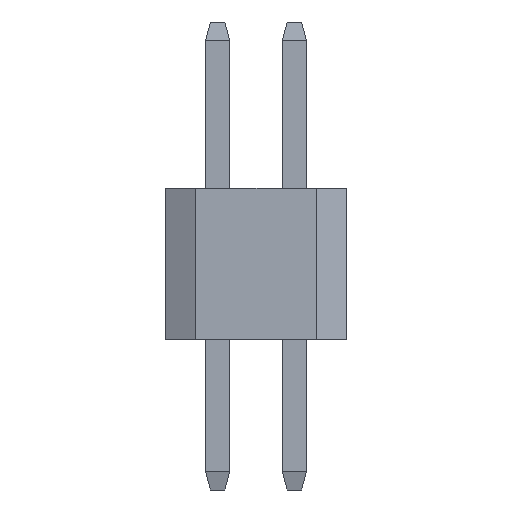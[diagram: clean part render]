
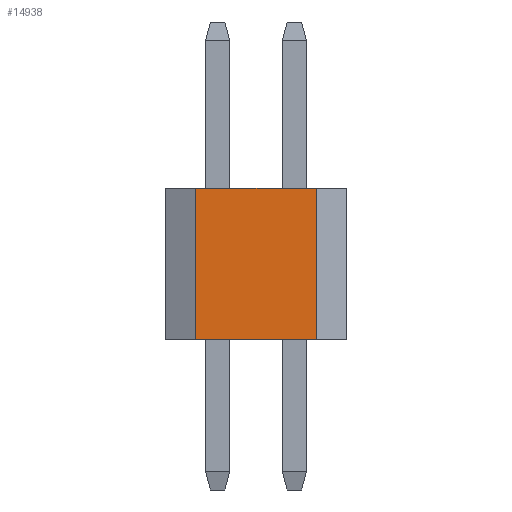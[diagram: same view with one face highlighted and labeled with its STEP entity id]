
A CAD part, left-side view. The second image highlights one B-rep face of the part: STEP entity #14938.
In plain terms, the highlighted planar face has unit normal (-1, 0, 0).
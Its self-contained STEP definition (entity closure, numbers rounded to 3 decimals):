
#287 = AXIS2_PLACEMENT_3D ( 'NONE', #16745, #20291, #11617 ) ;
#652 = VERTEX_POINT ( 'NONE', #5260 ) ;
#753 = EDGE_CURVE ( 'NONE', #6593, #652, #9425, .T. ) ;
#892 = VERTEX_POINT ( 'NONE', #21334 ) ;
#917 = CARTESIAN_POINT ( 'NONE',  ( -8.89, -1.5, 0. ) ) ;
#3543 = VECTOR ( 'NONE', #14052, 1000. ) ;
#4087 = LINE ( 'NONE', #17615, #9230 ) ;
#4255 = DIRECTION ( 'NONE',  ( 0., -1., 0. ) ) ;
#4826 = VECTOR ( 'NONE', #4255, 1000. ) ;
#5260 = CARTESIAN_POINT ( 'NONE',  ( -8.89, -1., 2.5 ) ) ;
#6325 = EDGE_CURVE ( 'NONE', #13527, #892, #16109, .T. ) ;
#6593 = VERTEX_POINT ( 'NONE', #14805 ) ;
#7721 = CARTESIAN_POINT ( 'NONE',  ( -8.89, 1., 0. ) ) ;
#8039 = EDGE_CURVE ( 'NONE', #13527, #6593, #4087, .T. ) ;
#8523 = FACE_OUTER_BOUND ( 'NONE', #9472, .T. ) ;
#8572 = VECTOR ( 'NONE', #12449, 1000. ) ;
#8783 = ORIENTED_EDGE ( 'NONE', *, *, #753, .F. ) ;
#8853 = DIRECTION ( 'NONE',  ( 0., 0., 1. ) ) ;
#9230 = VECTOR ( 'NONE', #8853, 1000. ) ;
#9425 = LINE ( 'NONE', #21317, #4826 ) ;
#9472 = EDGE_LOOP ( 'NONE', ( #16169, #13728, #8783, #18361 ) ) ;
#11617 = DIRECTION ( 'NONE',  ( 0., 0., -1. ) ) ;
#12070 = PLANE ( 'NONE',  #287 ) ;
#12449 = DIRECTION ( 'NONE',  ( 0., -1., 0. ) ) ;
#13527 = VERTEX_POINT ( 'NONE', #7721 ) ;
#13728 = ORIENTED_EDGE ( 'NONE', *, *, #17302, .T. ) ;
#13737 = LINE ( 'NONE', #18837, #3543 ) ;
#14052 = DIRECTION ( 'NONE',  ( 0., 0., 1. ) ) ;
#14805 = CARTESIAN_POINT ( 'NONE',  ( -8.89, 1., 2.5 ) ) ;
#14938 = ADVANCED_FACE ( 'NONE', ( #8523 ), #12070, .F. ) ;
#16109 = LINE ( 'NONE', #917, #8572 ) ;
#16169 = ORIENTED_EDGE ( 'NONE', *, *, #6325, .T. ) ;
#16745 = CARTESIAN_POINT ( 'NONE',  ( -8.89, -1.5, 2.5 ) ) ;
#17302 = EDGE_CURVE ( 'NONE', #892, #652, #13737, .T. ) ;
#17615 = CARTESIAN_POINT ( 'NONE',  ( -8.89, 1., 0. ) ) ;
#18361 = ORIENTED_EDGE ( 'NONE', *, *, #8039, .F. ) ;
#18837 = CARTESIAN_POINT ( 'NONE',  ( -8.89, -1., 0. ) ) ;
#20291 = DIRECTION ( 'NONE',  ( 1., 0., 0. ) ) ;
#21317 = CARTESIAN_POINT ( 'NONE',  ( -8.89, -1.5, 2.5 ) ) ;
#21334 = CARTESIAN_POINT ( 'NONE',  ( -8.89, -1., 0. ) ) ;
